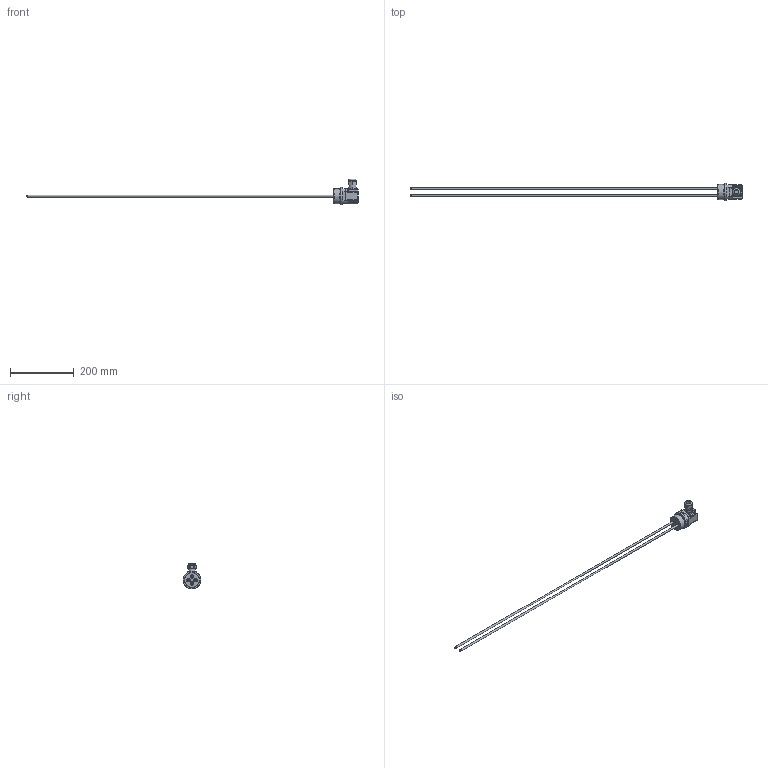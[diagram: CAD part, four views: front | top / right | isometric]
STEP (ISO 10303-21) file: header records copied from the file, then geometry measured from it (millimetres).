
FILE_DESCRIPTION(/* description */ (''),/* implementation_level */ '2;1');
FILE_NAME(/* name */ 'VNYI2.stp',/* time_stamp */ '2020-01-10T13:40:44+01:00',/* author */ ('tvb'),/* organization */ (''),/* preprocessor_version */ 'ST-DEVELOPER v18',/* originating_system */ 'Autodesk Inventor 2020',/* authorisation */ '');
FILE_SCHEMA (('AUTOMOTIVE_DESIGN { 1 0 10303 214 3 1 1 }'));
Length unit declared in the file: centimetre
Products named in the file (1): VNYI2
Bounding box: 1044 x 55 x 81.01 mm (x, y, z)
Volume: 205734.9 mm3; surface area: 58708 mm2
Topology: 1 solids, 1 shells, 246 faces, 624 edges, 393 vertices
Faces by surface type: plane 101, cylinder 82, cone 29, torus 18, sphere 16
Full cylindrical faces by diameter (mm): 5 x2, 6 x4, 9 x2, 12 x1, 20.6 x1, 23 x1, 42 x1, 47.8 x1, 55 x1
Entity records: 7641 total; most frequent: CARTESIAN_POINT 1620, DIRECTION 1309, ORIENTED_EDGE 1248, EDGE_CURVE 624, AXIS2_PLACEMENT_3D 532, VERTEX_POINT 393, CIRCLE 285, EDGE_LOOP 259
